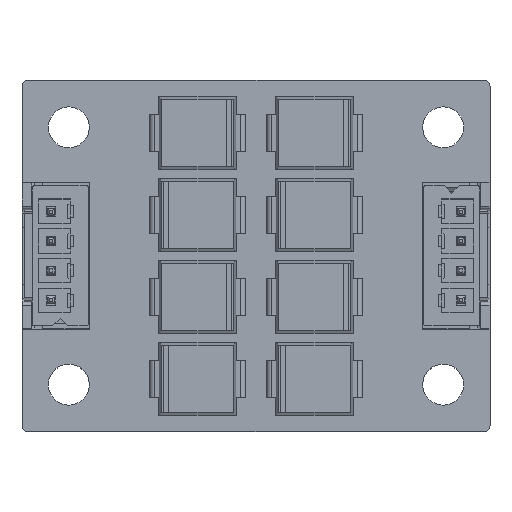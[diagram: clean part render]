
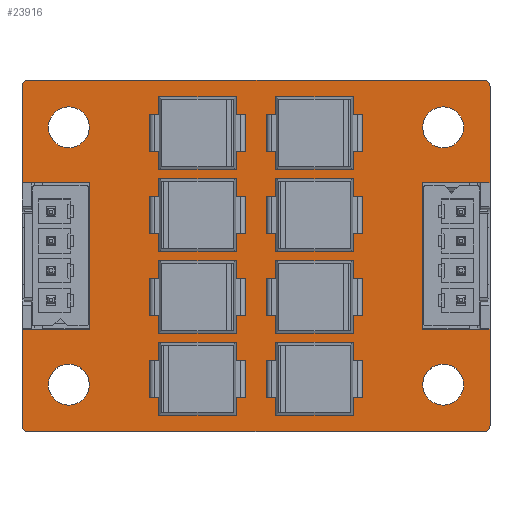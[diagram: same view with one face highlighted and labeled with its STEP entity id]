
A CAD part, top view. The second image highlights one B-rep face of the part: STEP entity #23916.
In plain terms, the highlighted planar face has unit normal (0, 0, 1).
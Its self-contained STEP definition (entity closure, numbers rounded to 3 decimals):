
#23507 = VERTEX_POINT('',#23508);
#23508 = CARTESIAN_POINT('',(-20.,-14.5,1.5));
#23514 = EDGE_CURVE('',#23507,#23515,#23517,.T.);
#23515 = VERTEX_POINT('',#23516);
#23516 = CARTESIAN_POINT('',(-20.,14.5,1.5));
#23517 = LINE('',#23518,#23519);
#23518 = CARTESIAN_POINT('',(-20.,-14.5,1.5));
#23519 = VECTOR('',#23520,1.);
#23520 = DIRECTION('',(0.,1.,0.));
#23547 = VERTEX_POINT('',#23548);
#23548 = CARTESIAN_POINT('',(-19.5,15.,1.5));
#23554 = EDGE_CURVE('',#23547,#23515,#23555,.T.);
#23555 = CIRCLE('',#23556,0.5);
#23556 = AXIS2_PLACEMENT_3D('',#23557,#23558,#23559);
#23557 = CARTESIAN_POINT('',(-19.5,14.5,1.5));
#23558 = DIRECTION('',(0.,0.,1.));
#23559 = DIRECTION('',(1.,0.,0.));
#23578 = EDGE_CURVE('',#23547,#23579,#23581,.T.);
#23579 = VERTEX_POINT('',#23580);
#23580 = CARTESIAN_POINT('',(19.5,15.,1.5));
#23581 = LINE('',#23582,#23583);
#23582 = CARTESIAN_POINT('',(-19.5,15.,1.5));
#23583 = VECTOR('',#23584,1.);
#23584 = DIRECTION('',(1.,0.,0.));
#23611 = VERTEX_POINT('',#23612);
#23612 = CARTESIAN_POINT('',(20.,14.5,1.5));
#23618 = EDGE_CURVE('',#23611,#23579,#23619,.T.);
#23619 = CIRCLE('',#23620,0.5);
#23620 = AXIS2_PLACEMENT_3D('',#23621,#23622,#23623);
#23621 = CARTESIAN_POINT('',(19.5,14.5,1.5));
#23622 = DIRECTION('',(0.,0.,1.));
#23623 = DIRECTION('',(1.,0.,0.));
#23642 = EDGE_CURVE('',#23611,#23643,#23645,.T.);
#23643 = VERTEX_POINT('',#23644);
#23644 = CARTESIAN_POINT('',(20.,-14.5,1.5));
#23645 = LINE('',#23646,#23647);
#23646 = CARTESIAN_POINT('',(20.,14.5,1.5));
#23647 = VECTOR('',#23648,1.);
#23648 = DIRECTION('',(0.,-1.,0.));
#23675 = VERTEX_POINT('',#23676);
#23676 = CARTESIAN_POINT('',(19.5,-15.,1.5));
#23682 = EDGE_CURVE('',#23675,#23643,#23683,.T.);
#23683 = CIRCLE('',#23684,0.5);
#23684 = AXIS2_PLACEMENT_3D('',#23685,#23686,#23687);
#23685 = CARTESIAN_POINT('',(19.5,-14.5,1.5));
#23686 = DIRECTION('',(0.,0.,1.));
#23687 = DIRECTION('',(1.,0.,0.));
#23706 = EDGE_CURVE('',#23675,#23707,#23709,.T.);
#23707 = VERTEX_POINT('',#23708);
#23708 = CARTESIAN_POINT('',(-19.5,-15.,1.5));
#23709 = LINE('',#23710,#23711);
#23710 = CARTESIAN_POINT('',(19.5,-15.,1.5));
#23711 = VECTOR('',#23712,1.);
#23712 = DIRECTION('',(-1.,0.,0.));
#23737 = EDGE_CURVE('',#23507,#23707,#23738,.T.);
#23738 = CIRCLE('',#23739,0.5);
#23739 = AXIS2_PLACEMENT_3D('',#23740,#23741,#23742);
#23740 = CARTESIAN_POINT('',(-19.5,-14.5,1.5));
#23741 = DIRECTION('',(0.,0.,1.));
#23742 = DIRECTION('',(1.,0.,0.));
#23763 = VERTEX_POINT('',#23764);
#23764 = CARTESIAN_POINT('',(17.75,-11.,1.5));
#23770 = EDGE_CURVE('',#23763,#23763,#23771,.T.);
#23771 = CIRCLE('',#23772,1.75);
#23772 = AXIS2_PLACEMENT_3D('',#23773,#23774,#23775);
#23773 = CARTESIAN_POINT('',(16.,-11.,1.5));
#23774 = DIRECTION('',(0.,0.,1.));
#23775 = DIRECTION('',(1.,0.,0.));
#23796 = VERTEX_POINT('',#23797);
#23797 = CARTESIAN_POINT('',(17.75,11.,1.5));
#23803 = EDGE_CURVE('',#23796,#23796,#23804,.T.);
#23804 = CIRCLE('',#23805,1.75);
#23805 = AXIS2_PLACEMENT_3D('',#23806,#23807,#23808);
#23806 = CARTESIAN_POINT('',(16.,11.,1.5));
#23807 = DIRECTION('',(0.,0.,1.));
#23808 = DIRECTION('',(1.,0.,0.));
#23829 = VERTEX_POINT('',#23830);
#23830 = CARTESIAN_POINT('',(-14.25,-11.,1.5));
#23836 = EDGE_CURVE('',#23829,#23829,#23837,.T.);
#23837 = CIRCLE('',#23838,1.75);
#23838 = AXIS2_PLACEMENT_3D('',#23839,#23840,#23841);
#23839 = CARTESIAN_POINT('',(-16.,-11.,1.5));
#23840 = DIRECTION('',(0.,0.,1.));
#23841 = DIRECTION('',(1.,0.,0.));
#23862 = VERTEX_POINT('',#23863);
#23863 = CARTESIAN_POINT('',(-14.25,11.,1.5));
#23869 = EDGE_CURVE('',#23862,#23862,#23870,.T.);
#23870 = CIRCLE('',#23871,1.75);
#23871 = AXIS2_PLACEMENT_3D('',#23872,#23873,#23874);
#23872 = CARTESIAN_POINT('',(-16.,11.,1.5));
#23873 = DIRECTION('',(0.,0.,1.));
#23874 = DIRECTION('',(1.,0.,0.));
#23916 = ADVANCED_FACE('',(#23917,#23927,#23930,#23933,#23936),#23939,
  .F.);
#23917 = FACE_BOUND('',#23918,.F.);
#23918 = EDGE_LOOP('',(#23919,#23920,#23921,#23922,#23923,#23924,#23925,
    #23926));
#23919 = ORIENTED_EDGE('',*,*,#23514,.T.);
#23920 = ORIENTED_EDGE('',*,*,#23554,.F.);
#23921 = ORIENTED_EDGE('',*,*,#23578,.T.);
#23922 = ORIENTED_EDGE('',*,*,#23618,.F.);
#23923 = ORIENTED_EDGE('',*,*,#23642,.T.);
#23924 = ORIENTED_EDGE('',*,*,#23682,.F.);
#23925 = ORIENTED_EDGE('',*,*,#23706,.T.);
#23926 = ORIENTED_EDGE('',*,*,#23737,.F.);
#23927 = FACE_BOUND('',#23928,.F.);
#23928 = EDGE_LOOP('',(#23929));
#23929 = ORIENTED_EDGE('',*,*,#23770,.T.);
#23930 = FACE_BOUND('',#23931,.F.);
#23931 = EDGE_LOOP('',(#23932));
#23932 = ORIENTED_EDGE('',*,*,#23803,.T.);
#23933 = FACE_BOUND('',#23934,.F.);
#23934 = EDGE_LOOP('',(#23935));
#23935 = ORIENTED_EDGE('',*,*,#23836,.T.);
#23936 = FACE_BOUND('',#23937,.F.);
#23937 = EDGE_LOOP('',(#23938));
#23938 = ORIENTED_EDGE('',*,*,#23869,.T.);
#23939 = PLANE('',#23940);
#23940 = AXIS2_PLACEMENT_3D('',#23941,#23942,#23943);
#23941 = CARTESIAN_POINT('',(0.,0.,1.5));
#23942 = DIRECTION('',(-0.,-0.,-1.));
#23943 = DIRECTION('',(-1.,0.,0.));
